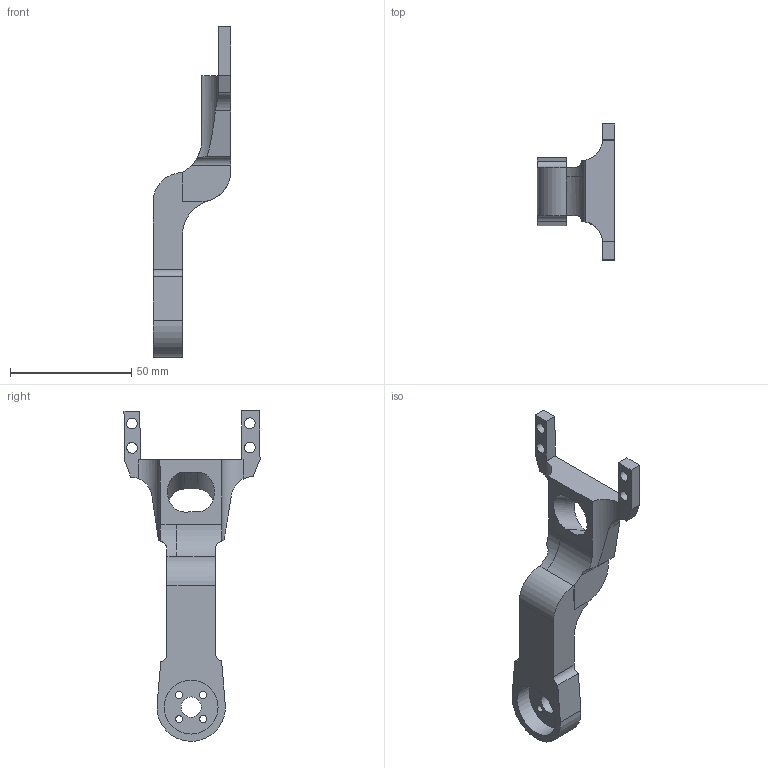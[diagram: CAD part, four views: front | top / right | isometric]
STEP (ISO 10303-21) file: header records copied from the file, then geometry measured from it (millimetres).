
FILE_DESCRIPTION(/* description */ (''),/* implementation_level */ '2;1');
FILE_NAME(/* name */ 'FirstArm.step',/* time_stamp */ '2024-11-03T20:04:30+05:30',/* author */ (''),/* organization */ (''),/* preprocessor_version */ 'ST-DEVELOPER v20',/* originating_system */ 'Autodesk Translation Framework v13.20.0.188',/* authorisation */ '');
FILE_SCHEMA (('AUTOMOTIVE_DESIGN { 1 0 10303 214 3 1 1 }'));
Length unit declared in the file: millimetre
Products named in the file (1): FusionComponent
Bounding box: 32 x 56.04 x 136.14 mm (x, y, z)
Volume: 34279.6 mm3; surface area: 12378.6 mm2
Topology: 1 solids, 1 shells, 63 faces, 176 edges, 116 vertices
Faces by surface type: plane 37, cylinder 26
Full cylindrical faces by diameter (mm): 3 x4, 4.4 x4, 8.349 x1, 22.2 x1
Entity records: 2173 total; most frequent: CARTESIAN_POINT 432, ORIENTED_EDGE 354, DIRECTION 347, EDGE_CURVE 177, VERTEX_POINT 117, AXIS2_PLACEMENT_3D 116, LINE 115, VECTOR 115
